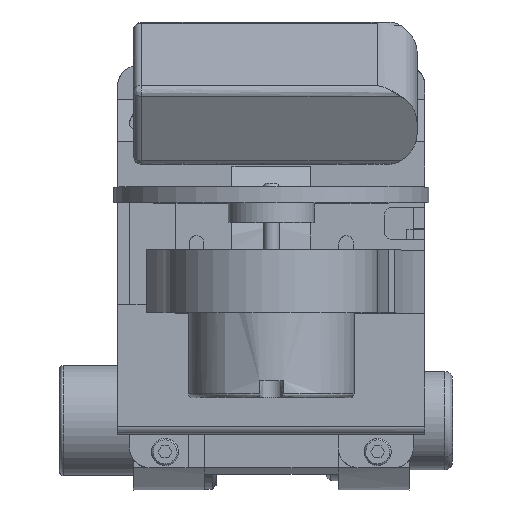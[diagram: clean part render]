
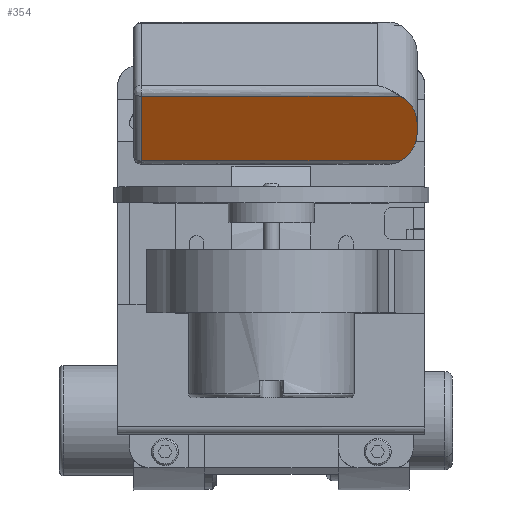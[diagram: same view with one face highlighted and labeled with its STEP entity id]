
A CAD part, top view. The second image highlights one B-rep face of the part: STEP entity #354.
In plain terms, the highlighted planar face has unit normal (0, -0.511, 0.859).
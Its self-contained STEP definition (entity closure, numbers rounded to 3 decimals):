
#354=ADVANCED_FACE('',(#1008),#8403,.T.);
#1008=FACE_OUTER_BOUND('',#1567,.T.);
#1567=EDGE_LOOP('',(#2364,#2365,#2366,#2367,#2368,#2369));
#2364=ORIENTED_EDGE('',*,*,#4960,.T.);
#2365=ORIENTED_EDGE('',*,*,#4962,.F.);
#2366=ORIENTED_EDGE('',*,*,#4955,.T.);
#2367=ORIENTED_EDGE('',*,*,#4946,.F.);
#2368=ORIENTED_EDGE('',*,*,#4950,.T.);
#2369=ORIENTED_EDGE('',*,*,#4961,.T.);
#4946=EDGE_CURVE('',#7592,#7591,#6248,.T.);
#4950=EDGE_CURVE('',#7592,#7599,#7003,.T.);
#4955=EDGE_CURVE('',#7601,#7591,#7006,.T.);
#4960=EDGE_CURVE('',#7603,#7604,#6258,.T.);
#4961=EDGE_CURVE('',#7599,#7603,#6259,.T.);
#4962=EDGE_CURVE('',#7601,#7604,#6260,.T.);
#6248=B_SPLINE_CURVE_WITH_KNOTS('',1,(#10195,#10196),.UNSPECIFIED.,.F.,
 .F.,(2,2),(45.,48.),.UNSPECIFIED.);
#6258=B_SPLINE_CURVE_WITH_KNOTS('',1,(#10299,#10300),.UNSPECIFIED.,.F.,
 .F.,(2,2),(2.,21.),.UNSPECIFIED.);
#6259=B_SPLINE_CURVE_WITH_KNOTS('',1,(#10301,#10302),.UNSPECIFIED.,.F.,
 .F.,(2,2),(-6.,60.),.UNSPECIFIED.);
#6260=B_SPLINE_CURVE_WITH_KNOTS('',1,(#10303,#10304),.UNSPECIFIED.,.F.,
 .F.,(2,2),(-6.,60.),.UNSPECIFIED.);
#7003=(
BOUNDED_CURVE()
B_SPLINE_CURVE(2,(#10203,#10204,#10205),.UNSPECIFIED.,.F.,.F.)
B_SPLINE_CURVE_WITH_KNOTS((3,3),(-15.708,-6.506),
 .UNSPECIFIED.)
CURVE()
GEOMETRIC_REPRESENTATION_ITEM()
RATIONAL_B_SPLINE_CURVE((1.,0.894,1.))
REPRESENTATION_ITEM('')
);
#7006=(
BOUNDED_CURVE()
B_SPLINE_CURVE(2,(#10216,#10217,#10218),.UNSPECIFIED.,.F.,.F.)
B_SPLINE_CURVE_WITH_KNOTS((3,3),(6.506,15.708),
 .UNSPECIFIED.)
CURVE()
GEOMETRIC_REPRESENTATION_ITEM()
RATIONAL_B_SPLINE_CURVE((1.,0.894,1.))
REPRESENTATION_ITEM('')
);
#7591=VERTEX_POINT('',#10171);
#7592=VERTEX_POINT('',#10172);
#7599=VERTEX_POINT('',#10179);
#7601=VERTEX_POINT('',#10181);
#7603=VERTEX_POINT('',#10183);
#7604=VERTEX_POINT('',#10184);
#8403=PLANE('',#8969);
#8969=AXIS2_PLACEMENT_3D('',#10045,#9218,$);
#9218=DIRECTION('',(0.,-0.511,0.859));
#10045=CARTESIAN_POINT('',(-35.,44.956,26.31));
#10171=CARTESIAN_POINT('',(37.,33.785,19.661));
#10172=CARTESIAN_POINT('',(37.,36.363,21.195));
#10179=CARTESIAN_POINT('',(33.,43.238,25.287));
#10181=CARTESIAN_POINT('',(33.,26.911,15.569));
#10183=CARTESIAN_POINT('',(-33.,43.238,25.287));
#10184=CARTESIAN_POINT('',(-33.,26.911,15.569));
#10195=CARTESIAN_POINT('',(37.,36.363,21.195));
#10196=CARTESIAN_POINT('',(37.,33.785,19.661));
#10203=CARTESIAN_POINT('',(37.,36.363,21.195));
#10204=CARTESIAN_POINT('',(37.,40.66,23.753));
#10205=CARTESIAN_POINT('',(33.,43.238,25.287));
#10216=CARTESIAN_POINT('',(33.,26.911,15.569));
#10217=CARTESIAN_POINT('',(37.,29.489,17.104));
#10218=CARTESIAN_POINT('',(37.,33.785,19.661));
#10299=CARTESIAN_POINT('',(-33.,43.238,25.287));
#10300=CARTESIAN_POINT('',(-33.,26.911,15.569));
#10301=CARTESIAN_POINT('',(33.,43.238,25.287));
#10302=CARTESIAN_POINT('',(-33.,43.238,25.287));
#10303=CARTESIAN_POINT('',(33.,26.911,15.569));
#10304=CARTESIAN_POINT('',(-33.,26.911,15.569));
